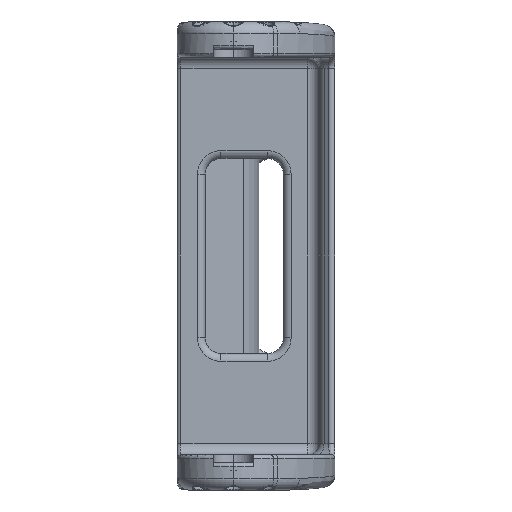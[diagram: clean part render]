
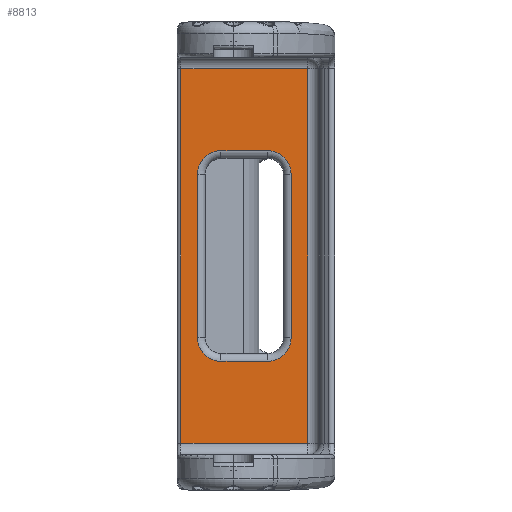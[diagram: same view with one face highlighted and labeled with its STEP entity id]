
A CAD part, left-side view. The second image highlights one B-rep face of the part: STEP entity #8813.
In plain terms, the highlighted planar face has unit normal (-1, 0, 0).
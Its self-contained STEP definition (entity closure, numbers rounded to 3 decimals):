
#475 = VERTEX_POINT ( 'NONE', #7548 ) ;
#800 = DIRECTION ( 'NONE',  ( 0., 1., 0. ) ) ;
#802 = LINE ( 'NONE', #17749, #18475 ) ;
#975 = VERTEX_POINT ( 'NONE', #11929 ) ;
#979 = LINE ( 'NONE', #1824, #16987 ) ;
#1012 = ORIENTED_EDGE ( 'NONE', *, *, #12233, .T. ) ;
#1080 = PLANE ( 'NONE',  #5020 ) ;
#1167 = DIRECTION ( 'NONE',  ( 0., 0., -1. ) ) ;
#1324 = EDGE_CURVE ( 'NONE', #7802, #7265, #18651, .T. ) ;
#1342 = FACE_OUTER_BOUND ( 'NONE', #11425, .T. ) ;
#1757 = DIRECTION ( 'NONE',  ( 0., -1., 0. ) ) ;
#1824 = CARTESIAN_POINT ( 'NONE',  ( 112., -22., -99. ) ) ;
#2162 = ORIENTED_EDGE ( 'NONE', *, *, #12101, .T. ) ;
#2307 = DIRECTION ( 'NONE',  ( 0., 1., 0. ) ) ;
#3452 = DIRECTION ( 'NONE',  ( 1., 0., 0. ) ) ;
#3512 = EDGE_CURVE ( 'NONE', #475, #17200, #19904, .T. ) ;
#3858 = CARTESIAN_POINT ( 'NONE',  ( 112., 3.25, -24. ) ) ;
#4217 = DIRECTION ( 'NONE',  ( 0., 0., -1. ) ) ;
#4655 = VERTEX_POINT ( 'NONE', #10302 ) ;
#4842 = EDGE_CURVE ( 'NONE', #9642, #975, #979, .T. ) ;
#4995 = DIRECTION ( 'NONE',  ( 0., 1., 0. ) ) ;
#5020 = AXIS2_PLACEMENT_3D ( 'NONE', #5413, #19646, #14990 ) ;
#5280 = VERTEX_POINT ( 'NONE', #12620 ) ;
#5413 = CARTESIAN_POINT ( 'NONE',  ( 112., 0., -51. ) ) ;
#5791 = ORIENTED_EDGE ( 'NONE', *, *, #8550, .T. ) ;
#6045 = EDGE_CURVE ( 'NONE', #9206, #10726, #17905, .T. ) ;
#6156 = ORIENTED_EDGE ( 'NONE', *, *, #11130, .T. ) ;
#6878 = ORIENTED_EDGE ( 'NONE', *, *, #17828, .T. ) ;
#6906 = DIRECTION ( 'NONE',  ( 0., 0., 1. ) ) ;
#6928 = CARTESIAN_POINT ( 'NONE',  ( 112., 3.25, -78. ) ) ;
#7115 = VECTOR ( 'NONE', #1167, 1000. ) ;
#7265 = VERTEX_POINT ( 'NONE', #15747 ) ;
#7548 = CARTESIAN_POINT ( 'NONE',  ( 112., -14.75, -72. ) ) ;
#7744 = ORIENTED_EDGE ( 'NONE', *, *, #3512, .T. ) ;
#7802 = VERTEX_POINT ( 'NONE', #14887 ) ;
#7815 = CIRCLE ( 'NONE', #9966, 6. ) ;
#7988 = ORIENTED_EDGE ( 'NONE', *, *, #12872, .T. ) ;
#8151 = CARTESIAN_POINT ( 'NONE',  ( 112., 13.5, -99. ) ) ;
#8286 = DIRECTION ( 'NONE',  ( 0., 0., 1. ) ) ;
#8550 = EDGE_CURVE ( 'NONE', #17200, #4655, #16639, .T. ) ;
#8563 = CARTESIAN_POINT ( 'NONE',  ( 112., 3.25, -72. ) ) ;
#8663 = CARTESIAN_POINT ( 'NONE',  ( 112., 13.5, -51. ) ) ;
#8813 = ADVANCED_FACE ( 'NONE', ( #10080, #1342 ), #1080, .F. ) ;
#8955 = DIRECTION ( 'NONE',  ( 0., 1., 0. ) ) ;
#9160 = DIRECTION ( 'NONE',  ( 1., 0., 0. ) ) ;
#9206 = VERTEX_POINT ( 'NONE', #3858 ) ;
#9500 = EDGE_LOOP ( 'NONE', ( #7744, #5791, #7988, #10126, #15338, #19099, #6156, #10553 ) ) ;
#9642 = VERTEX_POINT ( 'NONE', #8151 ) ;
#9966 = AXIS2_PLACEMENT_3D ( 'NONE', #11169, #3452, #4995 ) ;
#10080 = FACE_BOUND ( 'NONE', #9500, .T. ) ;
#10126 = ORIENTED_EDGE ( 'NONE', *, *, #1324, .T. ) ;
#10302 = CARTESIAN_POINT ( 'NONE',  ( 112., 3.25, -78. ) ) ;
#10453 = CARTESIAN_POINT ( 'NONE',  ( 112., -14.75, -51. ) ) ;
#10553 = ORIENTED_EDGE ( 'NONE', *, *, #19883, .T. ) ;
#10719 = LINE ( 'NONE', #8663, #18953 ) ;
#10726 = VERTEX_POINT ( 'NONE', #13720 ) ;
#10902 = VECTOR ( 'NONE', #8286, 1000. ) ;
#11071 = VECTOR ( 'NONE', #6906, 1000. ) ;
#11130 = EDGE_CURVE ( 'NONE', #10726, #5280, #7815, .T. ) ;
#11169 = CARTESIAN_POINT ( 'NONE',  ( 112., -8.75, -30. ) ) ;
#11425 = EDGE_LOOP ( 'NONE', ( #2162, #1012, #16703, #6878 ) ) ;
#11463 = AXIS2_PLACEMENT_3D ( 'NONE', #18502, #15266, #18370 ) ;
#11548 = CARTESIAN_POINT ( 'NONE',  ( 112., 9.25, -30. ) ) ;
#11929 = CARTESIAN_POINT ( 'NONE',  ( 112., -19., -99. ) ) ;
#11962 = CARTESIAN_POINT ( 'NONE',  ( 112., 13.5, -3. ) ) ;
#11996 = CARTESIAN_POINT ( 'NONE',  ( 112., -8.75, -78. ) ) ;
#12101 = EDGE_CURVE ( 'NONE', #12920, #14416, #802, .T. ) ;
#12233 = EDGE_CURVE ( 'NONE', #14416, #9642, #10719, .T. ) ;
#12620 = CARTESIAN_POINT ( 'NONE',  ( 112., -14.75, -30. ) ) ;
#12872 = EDGE_CURVE ( 'NONE', #4655, #7802, #18222, .T. ) ;
#12920 = VERTEX_POINT ( 'NONE', #19469 ) ;
#13720 = CARTESIAN_POINT ( 'NONE',  ( 112., -8.75, -24. ) ) ;
#14416 = VERTEX_POINT ( 'NONE', #11962 ) ;
#14887 = CARTESIAN_POINT ( 'NONE',  ( 112., 9.25, -72. ) ) ;
#14990 = DIRECTION ( 'NONE',  ( 0., 1., 0. ) ) ;
#15084 = CARTESIAN_POINT ( 'NONE',  ( 112., -8.75, -72. ) ) ;
#15266 = DIRECTION ( 'NONE',  ( 1., 0., 0. ) ) ;
#15338 = ORIENTED_EDGE ( 'NONE', *, *, #16050, .T. ) ;
#15747 = CARTESIAN_POINT ( 'NONE',  ( 112., 9.25, -30. ) ) ;
#16050 = EDGE_CURVE ( 'NONE', #7265, #9206, #19315, .T. ) ;
#16223 = CARTESIAN_POINT ( 'NONE',  ( 112., -19., -51. ) ) ;
#16393 = DIRECTION ( 'NONE',  ( 0., -1., 0. ) ) ;
#16639 = LINE ( 'NONE', #6928, #17122 ) ;
#16703 = ORIENTED_EDGE ( 'NONE', *, *, #4842, .T. ) ;
#16987 = VECTOR ( 'NONE', #1757, 1000. ) ;
#17122 = VECTOR ( 'NONE', #17793, 1000. ) ;
#17200 = VERTEX_POINT ( 'NONE', #11996 ) ;
#17749 = CARTESIAN_POINT ( 'NONE',  ( 112., 14.5, -3. ) ) ;
#17789 = LINE ( 'NONE', #10453, #7115 ) ;
#17793 = DIRECTION ( 'NONE',  ( 0., 1., 0. ) ) ;
#17828 = EDGE_CURVE ( 'NONE', #975, #12920, #19554, .T. ) ;
#17905 = LINE ( 'NONE', #19637, #20080 ) ;
#17932 = DIRECTION ( 'NONE',  ( 1., 0., 0. ) ) ;
#18222 = CIRCLE ( 'NONE', #18548, 6. ) ;
#18370 = DIRECTION ( 'NONE',  ( 0., 1., 0. ) ) ;
#18475 = VECTOR ( 'NONE', #2307, 1000. ) ;
#18502 = CARTESIAN_POINT ( 'NONE',  ( 112., 3.25, -30. ) ) ;
#18548 = AXIS2_PLACEMENT_3D ( 'NONE', #8563, #17932, #800 ) ;
#18651 = LINE ( 'NONE', #11548, #10902 ) ;
#18953 = VECTOR ( 'NONE', #4217, 1000. ) ;
#19099 = ORIENTED_EDGE ( 'NONE', *, *, #6045, .T. ) ;
#19315 = CIRCLE ( 'NONE', #11463, 6. ) ;
#19446 = AXIS2_PLACEMENT_3D ( 'NONE', #15084, #9160, #8955 ) ;
#19469 = CARTESIAN_POINT ( 'NONE',  ( 112., -19., -3. ) ) ;
#19554 = LINE ( 'NONE', #16223, #11071 ) ;
#19637 = CARTESIAN_POINT ( 'NONE',  ( 112., 0., -24. ) ) ;
#19646 = DIRECTION ( 'NONE',  ( 1., 0., 0. ) ) ;
#19883 = EDGE_CURVE ( 'NONE', #5280, #475, #17789, .T. ) ;
#19904 = CIRCLE ( 'NONE', #19446, 6. ) ;
#20080 = VECTOR ( 'NONE', #16393, 1000. ) ;
